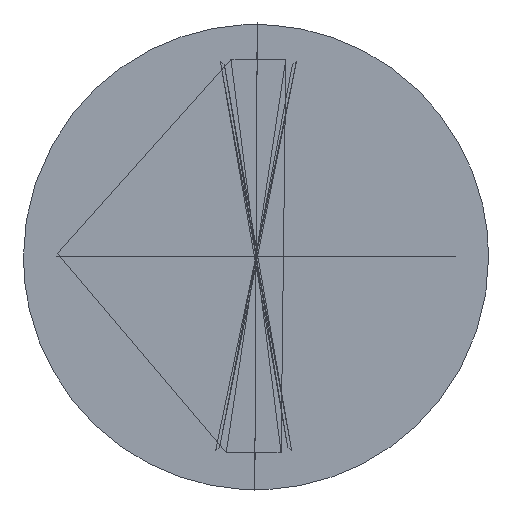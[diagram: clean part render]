
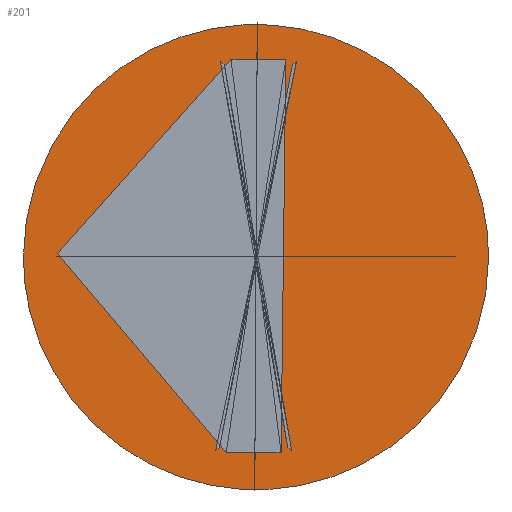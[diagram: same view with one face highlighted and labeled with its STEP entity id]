
A CAD part, front view. The second image highlights one B-rep face of the part: STEP entity #201.
In plain terms, the highlighted planar face has unit normal (0, -1, 0).
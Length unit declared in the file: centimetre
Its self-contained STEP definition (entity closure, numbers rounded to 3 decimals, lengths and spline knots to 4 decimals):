
#14=PLANE('',#990);
#201=ADVANCED_FACE('',(#258),#14,.T.);
#258=FACE_OUTER_BOUND('',#315,.T.);
#315=EDGE_LOOP('',(#510,#511));
#510=ORIENTED_EDGE('',*,*,#665,.F.);
#511=ORIENTED_EDGE('',*,*,#661,.F.);
#661=EDGE_CURVE('',#907,#909,#810,.T.);
#665=EDGE_CURVE('',#909,#907,#812,.T.);
#810=(
BOUNDED_CURVE()
B_SPLINE_CURVE(2,(#2383,#2384,#2385,#2386,#2387),.UNSPECIFIED.,.F.,.F.)
B_SPLINE_CURVE_WITH_KNOTS((3,2,3),(0.,10.9956,21.9911),
 .UNSPECIFIED.)
CURVE()
GEOMETRIC_REPRESENTATION_ITEM()
RATIONAL_B_SPLINE_CURVE((1.,0.707,1.,0.707,1.))
REPRESENTATION_ITEM('')
);
#812=(
BOUNDED_CURVE()
B_SPLINE_CURVE(2,(#2397,#2398,#2399,#2400,#2401),.UNSPECIFIED.,.F.,.F.)
B_SPLINE_CURVE_WITH_KNOTS((3,2,3),(21.9911,32.9867,43.9823),
 .UNSPECIFIED.)
CURVE()
GEOMETRIC_REPRESENTATION_ITEM()
RATIONAL_B_SPLINE_CURVE((1.,0.707,1.,0.707,1.))
REPRESENTATION_ITEM('')
);
#907=VERTEX_POINT('',#2379);
#909=VERTEX_POINT('',#2381);
#990=AXIS2_PLACEMENT_3D('',#2357,#1005,$);
#1005=DIRECTION('',(0.,-1.,0.));
#2357=CARTESIAN_POINT('',(22.6902,20.4272,13.4976));
#2379=CARTESIAN_POINT('',(36.8302,20.4272,6.3576));
#2381=CARTESIAN_POINT('',(22.8302,20.4272,6.3576));
#2383=CARTESIAN_POINT('',(36.8302,20.4272,6.3576));
#2384=CARTESIAN_POINT('',(36.8302,20.4272,-0.6424));
#2385=CARTESIAN_POINT('',(29.8302,20.4272,-0.6424));
#2386=CARTESIAN_POINT('',(22.8302,20.4272,-0.6424));
#2387=CARTESIAN_POINT('',(22.8302,20.4272,6.3576));
#2397=CARTESIAN_POINT('',(22.8302,20.4272,6.3576));
#2398=CARTESIAN_POINT('',(22.8302,20.4272,13.3576));
#2399=CARTESIAN_POINT('',(29.8302,20.4272,13.3576));
#2400=CARTESIAN_POINT('',(36.8302,20.4272,13.3576));
#2401=CARTESIAN_POINT('',(36.8302,20.4272,6.3576));
